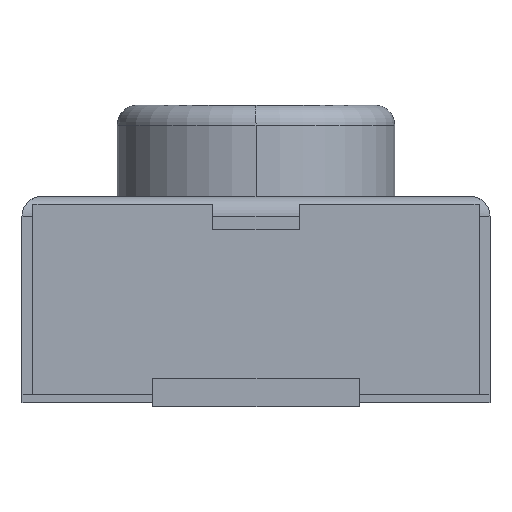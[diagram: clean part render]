
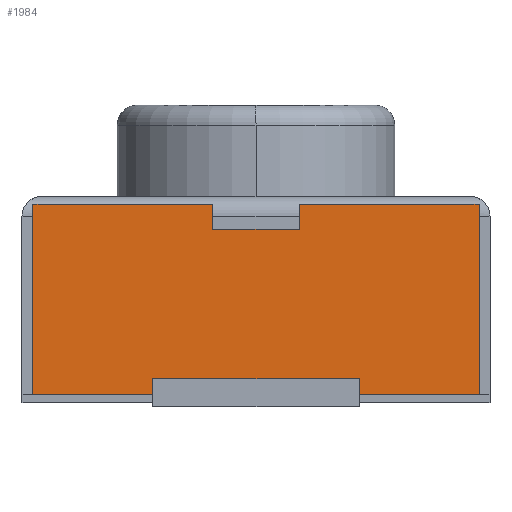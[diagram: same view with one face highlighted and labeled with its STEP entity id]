
A CAD part, left-side view. The second image highlights one B-rep face of the part: STEP entity #1984.
In plain terms, the highlighted planar face has unit normal (-1, 0, 0).
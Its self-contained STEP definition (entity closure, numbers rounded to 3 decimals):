
#88 = DIRECTION ( 'NONE',  ( 0., 1., 0. ) ) ;
#126 = VECTOR ( 'NONE', #4957, 1000. ) ;
#240 = VERTEX_POINT ( 'NONE', #6642 ) ;
#255 = DIRECTION ( 'NONE',  ( -1., 0., 0. ) ) ;
#261 = LINE ( 'NONE', #343, #3609 ) ;
#343 = CARTESIAN_POINT ( 'NONE',  ( -1.969, -0.278, 1.296 ) ) ;
#389 = ORIENTED_EDGE ( 'NONE', *, *, #7608, .T. ) ;
#512 = VERTEX_POINT ( 'NONE', #5760 ) ;
#577 = VECTOR ( 'NONE', #4047, 1000. ) ;
#580 = LINE ( 'NONE', #6595, #3809 ) ;
#645 = CARTESIAN_POINT ( 'NONE',  ( -1.969, 0.278, 1.295 ) ) ;
#828 = VECTOR ( 'NONE', #6638, 1000. ) ;
#872 = ORIENTED_EDGE ( 'NONE', *, *, #1755, .T. ) ;
#1080 = VECTOR ( 'NONE', #7626, 1000. ) ;
#1444 = DIRECTION ( 'NONE',  ( 0., 1., 0. ) ) ;
#1504 = EDGE_CURVE ( 'NONE', #2186, #4258, #4919, .T. ) ;
#1530 = DIRECTION ( 'NONE',  ( 0., 0., 1. ) ) ;
#1668 = EDGE_LOOP ( 'NONE', ( #1709, #389, #5171, #6006, #2836, #7015, #5099, #872, #7116, #4861 ) ) ;
#1709 = ORIENTED_EDGE ( 'NONE', *, *, #6929, .T. ) ;
#1755 = EDGE_CURVE ( 'NONE', #512, #2186, #580, .T. ) ;
#1973 = CARTESIAN_POINT ( 'NONE',  ( -1.969, 0.278, 1.137 ) ) ;
#1984 = ADVANCED_FACE ( 'NONE', ( #2718 ), #6306, .T. ) ;
#1994 = EDGE_CURVE ( 'NONE', #3415, #6919, #4506, .T. ) ;
#2032 = VERTEX_POINT ( 'NONE', #5188 ) ;
#2142 = LINE ( 'NONE', #2694, #577 ) ;
#2186 = VERTEX_POINT ( 'NONE', #6662 ) ;
#2694 = CARTESIAN_POINT ( 'NONE',  ( -1.969, -1.428, 0.075 ) ) ;
#2718 = FACE_OUTER_BOUND ( 'NONE', #1668, .T. ) ;
#2814 = CARTESIAN_POINT ( 'NONE',  ( -1.969, -1.428, 0.075 ) ) ;
#2836 = ORIENTED_EDGE ( 'NONE', *, *, #6068, .T. ) ;
#2989 = VECTOR ( 'NONE', #4084, 1000. ) ;
#3122 = CARTESIAN_POINT ( 'NONE',  ( -1.969, -1.428, 1.295 ) ) ;
#3273 = VERTEX_POINT ( 'NONE', #2814 ) ;
#3373 = CARTESIAN_POINT ( 'NONE',  ( -1.969, 1.428, 0.075 ) ) ;
#3415 = VERTEX_POINT ( 'NONE', #3122 ) ;
#3481 = LINE ( 'NONE', #7793, #2989 ) ;
#3609 = VECTOR ( 'NONE', #5193, 1000. ) ;
#3630 = DIRECTION ( 'NONE',  ( 0., 0., -1. ) ) ;
#3809 = VECTOR ( 'NONE', #3630, 1000. ) ;
#3954 = CARTESIAN_POINT ( 'NONE',  ( -1.969, -1.428, 1.295 ) ) ;
#4047 = DIRECTION ( 'NONE',  ( 0., 0., 1. ) ) ;
#4074 = LINE ( 'NONE', #6472, #4755 ) ;
#4084 = DIRECTION ( 'NONE',  ( 0., 0., 1. ) ) ;
#4111 = DIRECTION ( 'NONE',  ( 0., -1., 0. ) ) ;
#4258 = VERTEX_POINT ( 'NONE', #3373 ) ;
#4317 = CARTESIAN_POINT ( 'NONE',  ( -1.969, 1.428, 0. ) ) ;
#4407 = EDGE_CURVE ( 'NONE', #5600, #2032, #3481, .T. ) ;
#4506 = LINE ( 'NONE', #3954, #4707 ) ;
#4707 = VECTOR ( 'NONE', #1444, 1000. ) ;
#4755 = VECTOR ( 'NONE', #4111, 1000. ) ;
#4831 = AXIS2_PLACEMENT_3D ( 'NONE', #7069, #255, #1530 ) ;
#4861 = ORIENTED_EDGE ( 'NONE', *, *, #6320, .T. ) ;
#4919 = LINE ( 'NONE', #4317, #126 ) ;
#4957 = DIRECTION ( 'NONE',  ( 0., 0., -1. ) ) ;
#5063 = LINE ( 'NONE', #7064, #1080 ) ;
#5099 = ORIENTED_EDGE ( 'NONE', *, *, #5835, .T. ) ;
#5171 = ORIENTED_EDGE ( 'NONE', *, *, #1994, .T. ) ;
#5188 = CARTESIAN_POINT ( 'NONE',  ( -1.969, 0.278, 1.295 ) ) ;
#5193 = DIRECTION ( 'NONE',  ( 0., 0., -1. ) ) ;
#5206 = CARTESIAN_POINT ( 'NONE',  ( -1.969, -0.278, 1.137 ) ) ;
#5600 = VERTEX_POINT ( 'NONE', #1973 ) ;
#5760 = CARTESIAN_POINT ( 'NONE',  ( -1.969, 1.428, 1.295 ) ) ;
#5835 = EDGE_CURVE ( 'NONE', #2032, #512, #6705, .T. ) ;
#6006 = ORIENTED_EDGE ( 'NONE', *, *, #6215, .T. ) ;
#6034 = VECTOR ( 'NONE', #88, 1000. ) ;
#6068 = EDGE_CURVE ( 'NONE', #6930, #5600, #7837, .T. ) ;
#6215 = EDGE_CURVE ( 'NONE', #6919, #6930, #261, .T. ) ;
#6306 = PLANE ( 'NONE',  #4831 ) ;
#6320 = EDGE_CURVE ( 'NONE', #4258, #3273, #4074, .T. ) ;
#6446 = CARTESIAN_POINT ( 'NONE',  ( -1.969, -0.278, 1.295 ) ) ;
#6472 = CARTESIAN_POINT ( 'NONE',  ( -1.969, 1.428, 0.075 ) ) ;
#6595 = CARTESIAN_POINT ( 'NONE',  ( -1.969, 1.428, 1.296 ) ) ;
#6638 = DIRECTION ( 'NONE',  ( 0., 1., 0. ) ) ;
#6642 = CARTESIAN_POINT ( 'NONE',  ( -1.969, -1.428, 1.219 ) ) ;
#6662 = CARTESIAN_POINT ( 'NONE',  ( -1.969, 1.428, 1.219 ) ) ;
#6705 = LINE ( 'NONE', #645, #6034 ) ;
#6919 = VERTEX_POINT ( 'NONE', #6446 ) ;
#6929 = EDGE_CURVE ( 'NONE', #3273, #240, #2142, .T. ) ;
#6930 = VERTEX_POINT ( 'NONE', #5206 ) ;
#7015 = ORIENTED_EDGE ( 'NONE', *, *, #4407, .T. ) ;
#7064 = CARTESIAN_POINT ( 'NONE',  ( -1.969, -1.428, 0.075 ) ) ;
#7069 = CARTESIAN_POINT ( 'NONE',  ( -1.969, 0., 0. ) ) ;
#7116 = ORIENTED_EDGE ( 'NONE', *, *, #1504, .T. ) ;
#7234 = CARTESIAN_POINT ( 'NONE',  ( -1.969, -0.278, 1.137 ) ) ;
#7608 = EDGE_CURVE ( 'NONE', #240, #3415, #5063, .T. ) ;
#7626 = DIRECTION ( 'NONE',  ( 0., 0., 1. ) ) ;
#7793 = CARTESIAN_POINT ( 'NONE',  ( -1.969, 0.278, 1.137 ) ) ;
#7837 = LINE ( 'NONE', #7234, #828 ) ;
